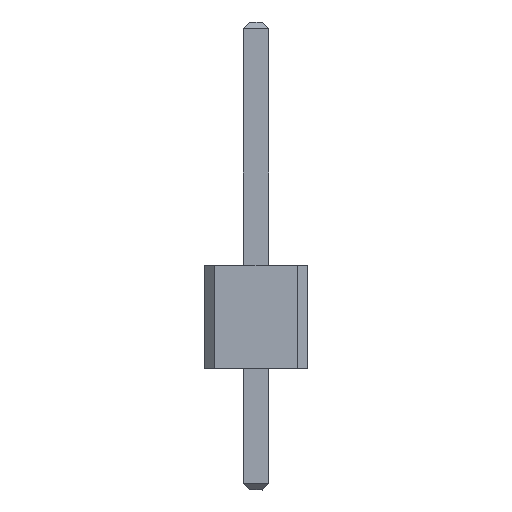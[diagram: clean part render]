
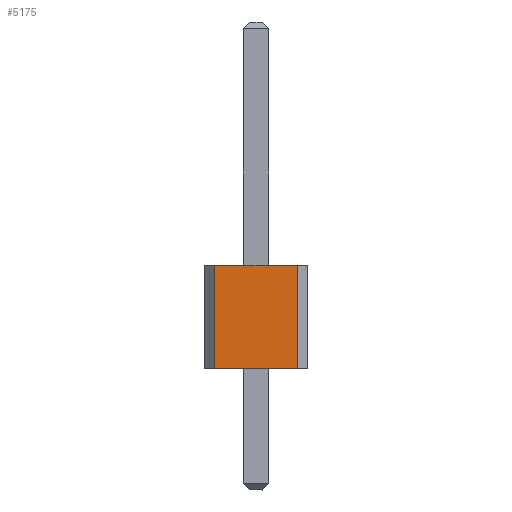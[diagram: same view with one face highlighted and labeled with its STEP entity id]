
A CAD part, front view. The second image highlights one B-rep face of the part: STEP entity #5175.
In plain terms, the highlighted planar face has unit normal (0, -1, 0).
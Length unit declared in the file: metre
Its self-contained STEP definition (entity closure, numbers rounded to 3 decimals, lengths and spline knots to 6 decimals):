
#956=ORIENTED_EDGE('',*,*,#1976,.T.);
#957=ORIENTED_EDGE('',*,*,#1975,.T.);
#958=ORIENTED_EDGE('',*,*,#1977,.F.);
#959=ORIENTED_EDGE('',*,*,#1978,.F.);
#1975=EDGE_CURVE('',#2482,#2485,#3113,.T.);
#1976=EDGE_CURVE('',#2486,#2482,#3114,.T.);
#1977=EDGE_CURVE('',#2487,#2485,#3115,.T.);
#1978=EDGE_CURVE('',#2486,#2487,#3116,.T.);
#2482=VERTEX_POINT('',#8287);
#2485=VERTEX_POINT('',#8292);
#2486=VERTEX_POINT('',#8296);
#2487=VERTEX_POINT('',#8298);
#3113=LINE('',#8293,#3815);
#3114=LINE('',#8295,#3816);
#3115=LINE('',#8297,#3817);
#3116=LINE('',#8299,#3818);
#3815=VECTOR('',#6931,1.);
#3816=VECTOR('',#6934,1.);
#3817=VECTOR('',#6935,1.);
#3818=VECTOR('',#6936,1.);
#4251=EDGE_LOOP('',(#956,#957,#958,#959));
#4567=FACE_BOUND('',#4251,.T.);
#4883=PLANE('',#5937);
#5175=ADVANCED_FACE('',(#4567),#4883,.F.);
#5937=AXIS2_PLACEMENT_3D('',#8294,#6932,#6933);
#6931=DIRECTION('',(0.,0.,1.));
#6932=DIRECTION('',(0.,1.,0.));
#6933=DIRECTION('',(1.,0.,0.));
#6934=DIRECTION('',(1.,0.,0.));
#6935=DIRECTION('',(1.,0.,0.));
#6936=DIRECTION('',(0.,0.,1.));
#8287=CARTESIAN_POINT('',(0.001016,-0.02921,0.));
#8292=CARTESIAN_POINT('',(0.001016,-0.02921,0.00254));
#8293=CARTESIAN_POINT('',(0.001016,-0.02921,0.));
#8294=CARTESIAN_POINT('',(-0.001016,-0.02921,0.));
#8295=CARTESIAN_POINT('',(-0.001016,-0.02921,0.));
#8296=CARTESIAN_POINT('',(-0.001016,-0.02921,0.));
#8297=CARTESIAN_POINT('',(-0.001016,-0.02921,0.00254));
#8298=CARTESIAN_POINT('',(-0.001016,-0.02921,0.00254));
#8299=CARTESIAN_POINT('',(-0.001016,-0.02921,0.));
